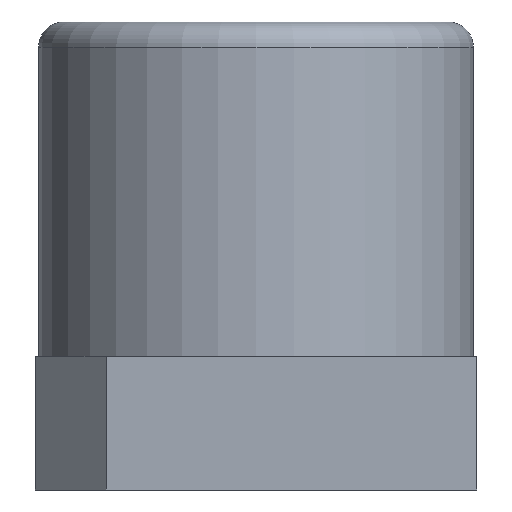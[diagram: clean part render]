
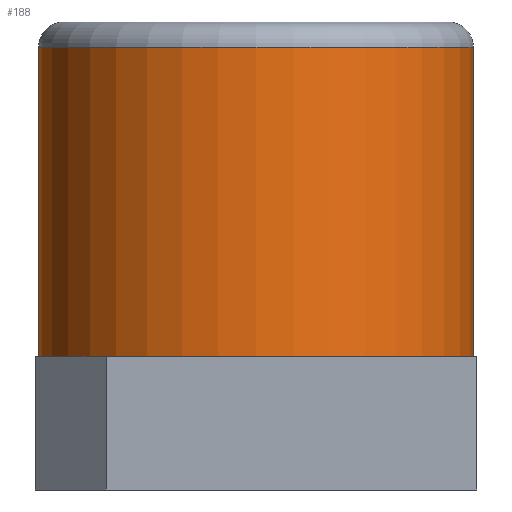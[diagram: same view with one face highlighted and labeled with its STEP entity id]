
A CAD part, front view. The second image highlights one B-rep face of the part: STEP entity #188.
In plain terms, the highlighted cylindrical face has radius 6.5 mm (diameter 13 mm), a full revolution.
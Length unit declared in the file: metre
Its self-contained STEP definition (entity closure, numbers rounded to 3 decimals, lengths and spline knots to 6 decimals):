
#11=CIRCLE('',#282,0.0065);
#12=CIRCLE('',#283,0.0065);
#14=CYLINDRICAL_SURFACE('',#281,0.0065);
#55=ORIENTED_EDGE('',*,*,#79,.T.);
#56=ORIENTED_EDGE('',*,*,#80,.T.);
#79=EDGE_CURVE('',#94,#94,#11,.F.);
#80=EDGE_CURVE('',#95,#95,#12,.T.);
#94=VERTEX_POINT('',#382);
#95=VERTEX_POINT('',#384);
#141=EDGE_LOOP('',(#55));
#142=EDGE_LOOP('',(#56));
#155=FACE_BOUND('',#141,.T.);
#156=FACE_BOUND('',#142,.T.);
#188=ADVANCED_FACE('',(#155,#156),#14,.T.);
#281=AXIS2_PLACEMENT_3D('',#380,#326,#327);
#282=AXIS2_PLACEMENT_3D('',#381,#328,#329);
#283=AXIS2_PLACEMENT_3D('',#383,#330,#331);
#326=DIRECTION('',(0.,0.,-1.));
#327=DIRECTION('',(-1.,0.,0.));
#328=DIRECTION('',(0.,0.,1.));
#329=DIRECTION('',(1.,0.,0.));
#330=DIRECTION('',(0.,0.,1.));
#331=DIRECTION('',(1.,0.,0.));
#380=CARTESIAN_POINT('',(0.,0.,0.014));
#381=CARTESIAN_POINT('',(0.,0.,0.01325));
#382=CARTESIAN_POINT('',(0.0065,0.,0.01325));
#383=CARTESIAN_POINT('',(0.,0.,0.));
#384=CARTESIAN_POINT('',(0.0065,0.,0.));
